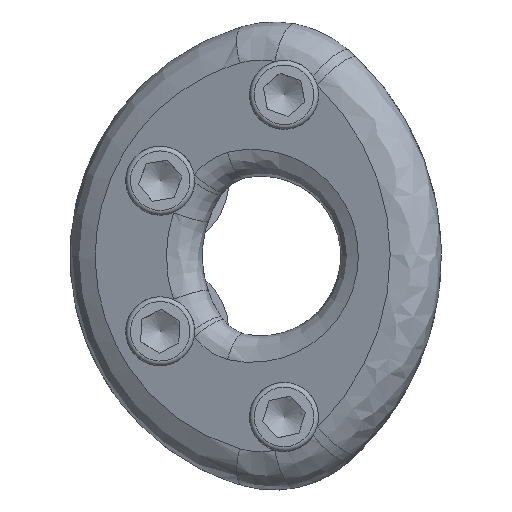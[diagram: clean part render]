
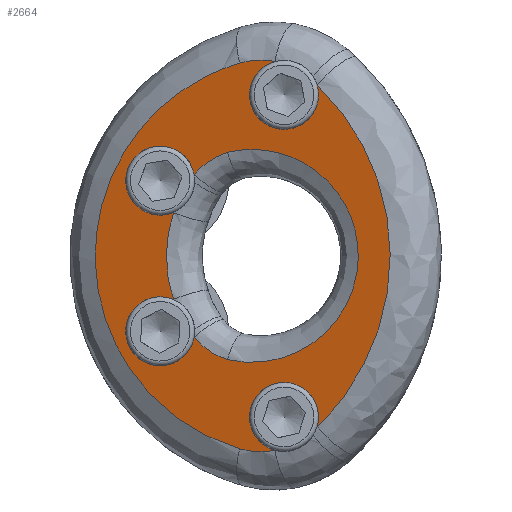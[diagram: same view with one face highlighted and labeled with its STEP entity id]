
A CAD part, top view. The second image highlights one B-rep face of the part: STEP entity #2664.
In plain terms, the highlighted planar face has unit normal (-0.342, 0, 0.94).
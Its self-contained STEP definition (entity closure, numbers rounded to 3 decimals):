
#39=ELLIPSE('',#2868,9.631,9.05);
#40=ELLIPSE('',#2872,9.631,9.05);
#42=ELLIPSE('',#2878,20.962,19.695);
#43=ELLIPSE('',#2880,9.631,9.05);
#44=ELLIPSE('',#2884,9.631,9.05);
#46=ELLIPSE('',#2890,36.538,34.619);
#48=ELLIPSE('',#2894,19.709,18.524);
#50=ELLIPSE('',#2906,65.054,61.049);
#51=ELLIPSE('',#2907,20.964,19.699);
#53=ELLIPSE('',#2910,65.024,61.017);
#56=ELLIPSE('',#2914,66.05,62.067);
#58=ELLIPSE('',#2917,19.74,18.55);
#60=ELLIPSE('',#2919,29.706,27.914);
#61=ELLIPSE('',#2920,19.74,18.55);
#63=ELLIPSE('',#2922,19.742,18.551);
#66=ELLIPSE('',#2926,37.299,35.05);
#67=ELLIPSE('',#2927,37.033,34.902);
#71=ELLIPSE('',#2936,20.964,19.7);
#72=ELLIPSE('',#2937,20.964,19.7);
#74=ELLIPSE('',#2940,56.082,52.7);
#437=FACE_BOUND('',#917,.T.);
#526=PLANE('',#2957);
#679=FACE_OUTER_BOUND('',#916,.T.);
#916=EDGE_LOOP('',(#2328,#2329,#2330,#2331,#2332,#2333,#2334,#2335,#2336,
#2337));
#917=EDGE_LOOP('',(#2338,#2339,#2340,#2341,#2342,#2343,#2344,#2345,#2346,
#2347));
#1301=VERTEX_POINT('',#4422);
#1302=VERTEX_POINT('',#4430);
#1304=VERTEX_POINT('',#4446);
#1306=VERTEX_POINT('',#4455);
#1310=VERTEX_POINT('',#4502);
#1312=VERTEX_POINT('',#4507);
#1313=VERTEX_POINT('',#4515);
#1316=VERTEX_POINT('',#4530);
#1317=VERTEX_POINT('',#4539);
#1321=VERTEX_POINT('',#4583);
#1324=VERTEX_POINT('',#4618);
#1331=VERTEX_POINT('',#4665);
#1332=VERTEX_POINT('',#4696);
#1334=VERTEX_POINT('',#4729);
#1338=VERTEX_POINT('',#4816);
#1339=VERTEX_POINT('',#4818);
#1342=VERTEX_POINT('',#4901);
#1345=VERTEX_POINT('',#5024);
#1352=VERTEX_POINT('',#5097);
#1353=VERTEX_POINT('',#5124);
#1614=EDGE_CURVE('',#1301,#1302,#39,.T.);
#1617=EDGE_CURVE('',#1306,#1304,#40,.T.);
#1623=EDGE_CURVE('',#1302,#1310,#42,.T.);
#1626=EDGE_CURVE('',#1312,#1313,#43,.T.);
#1630=EDGE_CURVE('',#1316,#1317,#44,.T.);
#1635=EDGE_CURVE('',#1313,#1321,#46,.T.);
#1639=EDGE_CURVE('',#1317,#1324,#48,.T.);
#1647=EDGE_CURVE('',#1304,#1331,#50,.T.);
#1648=EDGE_CURVE('',#1332,#1306,#51,.T.);
#1651=EDGE_CURVE('',#1334,#1301,#53,.T.);
#1655=EDGE_CURVE('',#1334,#1331,#56,.T.);
#1658=EDGE_CURVE('',#1338,#1339,#58,.T.);
#1662=EDGE_CURVE('',#1339,#1342,#60,.T.);
#1664=EDGE_CURVE('',#1342,#1324,#61,.T.);
#1667=EDGE_CURVE('',#1338,#1312,#63,.T.);
#1671=EDGE_CURVE('',#1345,#1321,#66,.T.);
#1672=EDGE_CURVE('',#1345,#1316,#67,.T.);
#1683=EDGE_CURVE('',#1352,#1310,#71,.T.);
#1684=EDGE_CURVE('',#1332,#1353,#72,.T.);
#1687=EDGE_CURVE('',#1353,#1352,#74,.T.);
#2328=ORIENTED_EDGE('',*,*,#1614,.T.);
#2329=ORIENTED_EDGE('',*,*,#1623,.T.);
#2330=ORIENTED_EDGE('',*,*,#1683,.F.);
#2331=ORIENTED_EDGE('',*,*,#1687,.F.);
#2332=ORIENTED_EDGE('',*,*,#1684,.F.);
#2333=ORIENTED_EDGE('',*,*,#1648,.T.);
#2334=ORIENTED_EDGE('',*,*,#1617,.T.);
#2335=ORIENTED_EDGE('',*,*,#1647,.T.);
#2336=ORIENTED_EDGE('',*,*,#1655,.F.);
#2337=ORIENTED_EDGE('',*,*,#1651,.T.);
#2338=ORIENTED_EDGE('',*,*,#1626,.T.);
#2339=ORIENTED_EDGE('',*,*,#1635,.T.);
#2340=ORIENTED_EDGE('',*,*,#1671,.F.);
#2341=ORIENTED_EDGE('',*,*,#1672,.T.);
#2342=ORIENTED_EDGE('',*,*,#1630,.T.);
#2343=ORIENTED_EDGE('',*,*,#1639,.T.);
#2344=ORIENTED_EDGE('',*,*,#1664,.F.);
#2345=ORIENTED_EDGE('',*,*,#1662,.F.);
#2346=ORIENTED_EDGE('',*,*,#1658,.F.);
#2347=ORIENTED_EDGE('',*,*,#1667,.T.);
#2664=ADVANCED_FACE('',(#679,#437),#526,.F.);
#2868=AXIS2_PLACEMENT_3D('',#4441,#3428,#3429);
#2872=AXIS2_PLACEMENT_3D('',#4456,#3436,#3437);
#2878=AXIS2_PLACEMENT_3D('',#4504,#3448,#3449);
#2880=AXIS2_PLACEMENT_3D('',#4524,#3452,#3453);
#2884=AXIS2_PLACEMENT_3D('',#4547,#3460,#3461);
#2890=AXIS2_PLACEMENT_3D('',#4585,#3472,#3473);
#2894=AXIS2_PLACEMENT_3D('',#4620,#3480,#3481);
#2906=AXIS2_PLACEMENT_3D('',#4667,#3504,#3505);
#2907=AXIS2_PLACEMENT_3D('',#4697,#3506,#3507);
#2910=AXIS2_PLACEMENT_3D('',#4730,#3512,#3513);
#2914=AXIS2_PLACEMENT_3D('',#4784,#3520,#3521);
#2917=AXIS2_PLACEMENT_3D('',#4819,#3526,#3527);
#2919=AXIS2_PLACEMENT_3D('',#4902,#3530,#3531);
#2920=AXIS2_PLACEMENT_3D('',#4947,#3532,#3533);
#2922=AXIS2_PLACEMENT_3D('',#4985,#3536,#3537);
#2926=AXIS2_PLACEMENT_3D('',#5026,#3544,#3545);
#2927=AXIS2_PLACEMENT_3D('',#5055,#3546,#3547);
#2936=AXIS2_PLACEMENT_3D('',#5099,#3568,#3569);
#2937=AXIS2_PLACEMENT_3D('',#5125,#3570,#3571);
#2940=AXIS2_PLACEMENT_3D('',#5189,#3576,#3577);
#2957=AXIS2_PLACEMENT_3D('',#5309,#3618,#3619);
#3428=DIRECTION('center_axis',(0.342,0.,-0.94));
#3429=DIRECTION('ref_axis',(0.94,0.,0.342));
#3436=DIRECTION('center_axis',(0.342,0.,-0.94));
#3437=DIRECTION('ref_axis',(0.94,0.,0.342));
#3448=DIRECTION('center_axis',(-0.342,0.,0.94));
#3449=DIRECTION('ref_axis',(0.94,0.,0.342));
#3452=DIRECTION('center_axis',(0.342,0.,-0.94));
#3453=DIRECTION('ref_axis',(0.94,0.,0.342));
#3460=DIRECTION('center_axis',(0.342,0.,-0.94));
#3461=DIRECTION('ref_axis',(0.94,0.,0.342));
#3472=DIRECTION('center_axis',(0.342,0.,-0.94));
#3473=DIRECTION('ref_axis',(0.938,-0.063,0.341));
#3480=DIRECTION('center_axis',(0.342,0.,
-0.94));
#3481=DIRECTION('ref_axis',(0.94,0.008,0.342));
#3504=DIRECTION('center_axis',(-0.342,0.,
0.94));
#3505=DIRECTION('ref_axis',(0.936,0.083,0.341));
#3506=DIRECTION('center_axis',(-0.342,0.,
0.94));
#3507=DIRECTION('ref_axis',(0.94,0.,0.342));
#3512=DIRECTION('center_axis',(-0.342,0.,
0.94));
#3513=DIRECTION('ref_axis',(0.936,-0.086,0.341));
#3520=DIRECTION('center_axis',(0.342,0.,-0.94));
#3521=DIRECTION('ref_axis',(0.94,0.,0.342));
#3526=DIRECTION('center_axis',(-0.342,0.,0.94));
#3527=DIRECTION('ref_axis',(-0.94,0.,-0.342));
#3530=DIRECTION('center_axis',(-0.342,0.,0.94));
#3531=DIRECTION('ref_axis',(0.94,0.,0.342));
#3532=DIRECTION('center_axis',(-0.342,0.,0.94));
#3533=DIRECTION('ref_axis',(-0.94,0.,-0.342));
#3536=DIRECTION('center_axis',(0.342,0.,
-0.94));
#3537=DIRECTION('ref_axis',(0.94,0.,0.342));
#3544=DIRECTION('center_axis',(-0.342,0.,0.94));
#3545=DIRECTION('ref_axis',(-0.94,0.,-0.342));
#3546=DIRECTION('center_axis',(0.342,0.,-0.94));
#3547=DIRECTION('ref_axis',(0.94,0.02,0.342));
#3568=DIRECTION('center_axis',(0.342,0.,-0.94));
#3569=DIRECTION('ref_axis',(0.94,0.,0.342));
#3570=DIRECTION('center_axis',(0.342,0.,-0.94));
#3571=DIRECTION('ref_axis',(0.94,0.,0.342));
#3576=DIRECTION('center_axis',(0.342,0.,-0.94));
#3577=DIRECTION('ref_axis',(-0.94,0.,-0.342));
#3618=DIRECTION('center_axis',(0.342,0.,-0.94));
#3619=DIRECTION('ref_axis',(-0.94,0.,-0.342));
#4422=CARTESIAN_POINT('',(6.846,44.862,37.96));
#4430=CARTESIAN_POINT('',(-4.092,50.999,33.979));
#4441=CARTESIAN_POINT('Origin',(-1.815,42.24,34.808));
#4446=CARTESIAN_POINT('',(6.846,-44.862,37.96));
#4455=CARTESIAN_POINT('',(-4.092,-50.999,33.979));
#4456=CARTESIAN_POINT('Origin',(-1.815,-42.24,34.808));
#4502=CARTESIAN_POINT('',(-4.204,51.021,33.938));
#4504=CARTESIAN_POINT('Origin',(-7.904,31.676,32.592));
#4507=CARTESIAN_POINT('',(-25.378,-21.337,26.232));
#4515=CARTESIAN_POINT('',(-30.746,-11.422,24.278));
#4524=CARTESIAN_POINT('Origin',(-34.288,-19.75,22.989));
#4530=CARTESIAN_POINT('',(-30.746,11.422,24.278));
#4539=CARTESIAN_POINT('',(-25.378,21.337,26.232));
#4547=CARTESIAN_POINT('Origin',(-34.288,19.75,22.989));
#4583=CARTESIAN_POINT('',(-30.768,-11.358,24.27));
#4585=CARTESIAN_POINT('Origin',(1.67,-0.248,36.076));
#4618=CARTESIAN_POINT('',(-25.336,21.387,26.247));
#4620=CARTESIAN_POINT('Origin',(-11.156,9.486,31.408));
#4665=CARTESIAN_POINT('',(6.919,-44.793,37.987));
#4667=CARTESIAN_POINT('Origin',(-35.146,-0.938,22.676));
#4696=CARTESIAN_POINT('',(-4.204,-51.021,33.938));
#4697=CARTESIAN_POINT('Origin',(-7.905,-31.672,32.592));
#4729=CARTESIAN_POINT('',(6.919,44.793,37.987));
#4730=CARTESIAN_POINT('Origin',(-35.119,0.967,22.686));
#4784=CARTESIAN_POINT('Origin',(-36.045,0.,22.349));
#4816=CARTESIAN_POINT('',(-25.336,-21.387,26.247));
#4818=CARTESIAN_POINT('',(-16.603,-27.185,29.426));
#4819=CARTESIAN_POINT('Origin',(-11.127,-9.462,31.419));
#4901=CARTESIAN_POINT('',(-16.603,27.185,29.426));
#4902=CARTESIAN_POINT('Origin',(-10.266,0.,31.732));
#4947=CARTESIAN_POINT('Origin',(-11.127,9.462,31.419));
#4985=CARTESIAN_POINT('Origin',(-11.126,-9.461,31.419));
#5024=CARTESIAN_POINT('',(-30.768,11.358,24.27));
#5026=CARTESIAN_POINT('Origin',(2.39,0.,36.339));
#5055=CARTESIAN_POINT('Origin',(2.14,0.086,36.247));
#5097=CARTESIAN_POINT('',(-13.438,50.578,30.578));
#5099=CARTESIAN_POINT('Origin',(-7.905,31.671,32.592));
#5124=CARTESIAN_POINT('',(-13.438,-50.578,30.578));
#5125=CARTESIAN_POINT('Origin',(-7.905,-31.671,32.592));
#5189=CARTESIAN_POINT('Origin',(1.364,0.,35.965));
#5309=CARTESIAN_POINT('Origin',(-115.625,-2.64,-6.616));
